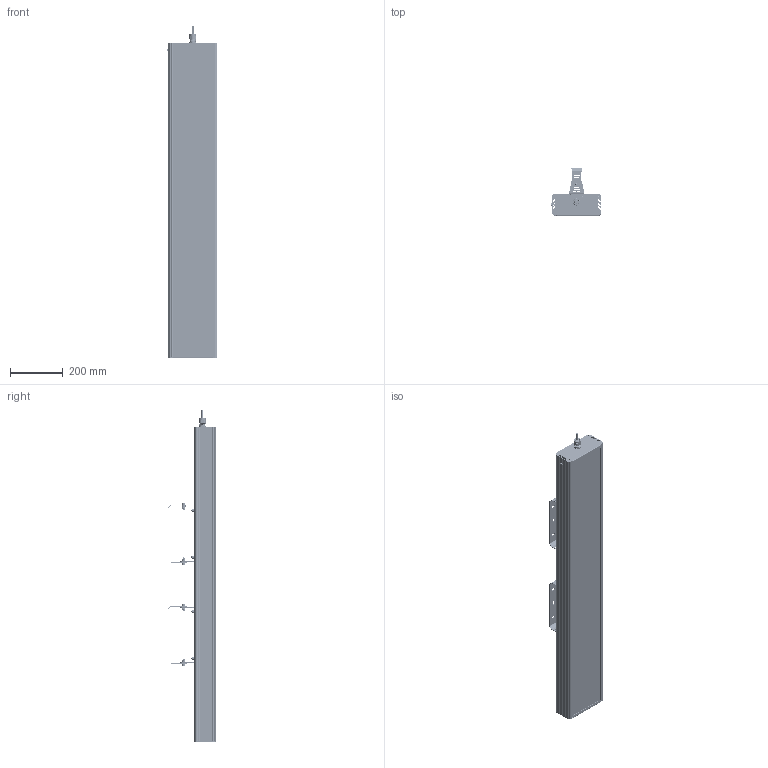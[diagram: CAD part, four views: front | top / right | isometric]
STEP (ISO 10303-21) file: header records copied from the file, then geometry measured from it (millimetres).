
FILE_DESCRIPTION(('STEP AP214'), '1');
FILE_NAME('001.0096.47.000 - ÃÑÏ-Ýêñòðà-Îïòèê-2Åõ-240', '', ('UNSPECIFIED'), ('UNSPECIFIED'), 'C3D Converter', 'C3D Toolkit', '');
FILE_SCHEMA(('AUTOMOTIVE_DESIGN { 1 0 10303 214 3 1 1}'));
Length unit declared in the file: millimetre
Products named in the file (44): 001.0096.47.000; #3430; #3489; #3548; #3607; #3692; #3751; #3810; #3869
Assembly tree (91 placements, depth 4):
  001.0096.47.000
    (unnamed)
      (unnamed)
      (unnamed)
      (unnamed)
      (unnamed)
      (unnamed)
      (unnamed)
      (unnamed)
      (unnamed)  x6
      (unnamed)  x6
      (unnamed)
      (unnamed)
      (unnamed)  x24
        (unnamed)
        (unnamed)
        (unnamed)
        (unnamed)
        (unnamed)
        (unnamed)
        (unnamed)
        (unnamed)
        (unnamed)
        (unnamed)
      (unnamed)
        (unnamed)
    (unnamed)  x2
      (unnamed)
      (unnamed)
      (unnamed)
      (unnamed)
      (unnamed)
      (unnamed)
      (unnamed)
      (unnamed)
      #3430
      #3489
      #3548
      #3607
      #3692
      #3751
      #3810
      #3869
      (unnamed)
Bounding box: 192.43 x 184.65 x 1264 mm (x, y, z)
Volume: 4002490.5 mm3; surface area: 2979354.5 mm2
Topology: 853 solids, 853 shells, 11079 faces, 24543 edges, 16308 vertices
Faces by surface type: plane 8008, cylinder 2526, bspline 395, cone 117, sphere 24, torus 9
Full cylindrical faces by diameter (mm): 1 x24, 2 x48, 2.5 x96, 2.8 x600, 3.2 x24, 3.5 x144, 4 x13, 4.917 x4, 5 x2, 6 x9, 6.6 x4, 6.647 x4, 7 x2, 8 x16, 8.5 x8, 9 x320, 10 x1, 11 x4, 12.5 x1, 13 x5, 15 x8, 16 x1, 17 x1, 18 x1, 18.5 x1, 19 x1, 20 x1, 21.5 x1, 22 x2, 25.5 x1
Entity records: 94567 total; most frequent: CARTESIAN_POINT 47042, DIRECTION 8928, ORIENTED_EDGE 7786, EDGE_CURVE 3893, AXIS2_PLACEMENT_3D 3183, VERTEX_POINT 2693, LINE 2562, VECTOR 2562
